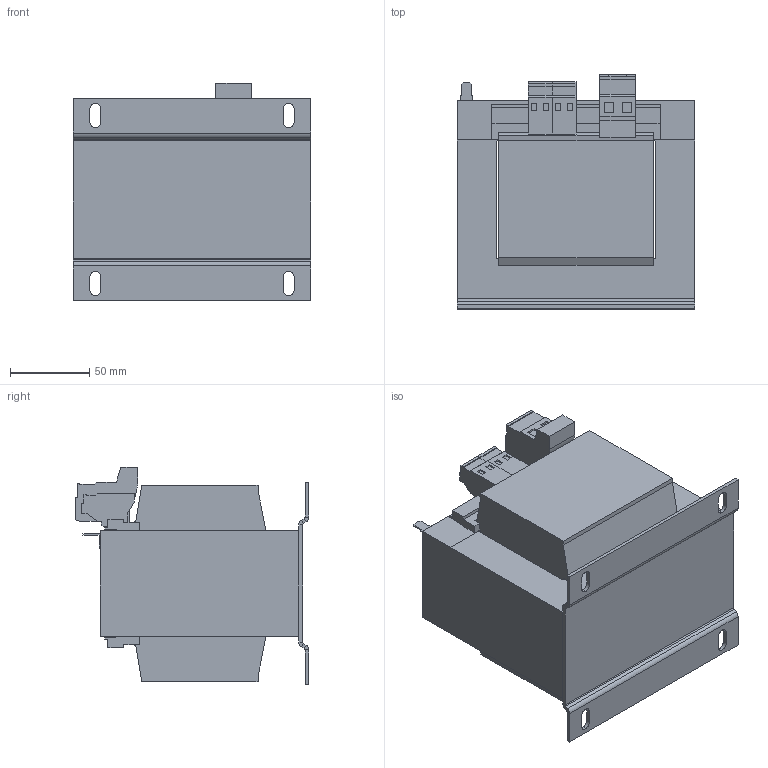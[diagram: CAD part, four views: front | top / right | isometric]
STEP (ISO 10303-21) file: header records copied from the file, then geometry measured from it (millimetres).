
FILE_DESCRIPTION (( 'STEP AP214' ), '1' );
FILE_NAME ('739343.STEP', '2023-08-22T12:54:00', ( '' ), ( '' ), 'SwSTEP 2.0', 'SolidWorks 2018', '' );
FILE_SCHEMA (( 'AUTOMOTIVE_DESIGN' ));
Length unit declared in the file: millimetre
Products named in the file (1): 739343
Bounding box: 150 x 147.55 x 136.95 mm (x, y, z)
Volume: 1775289.7 mm3; surface area: 166261.1 mm2
Topology: 1 solids, 1 shells, 258 faces, 664 edges, 420 vertices
Faces by surface type: plane 223, cylinder 35
Entity records: 7712 total; most frequent: CARTESIAN_POINT 1343, ORIENTED_EDGE 1328, DIRECTION 1252, EDGE_CURVE 664, LINE 594, VECTOR 594, VERTEX_POINT 420, AXIS2_PLACEMENT_3D 329
